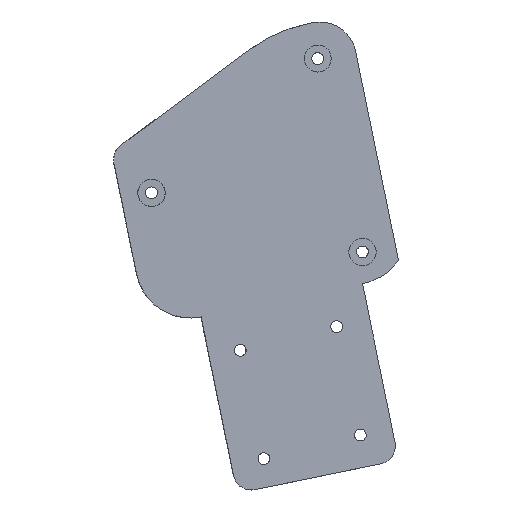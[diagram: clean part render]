
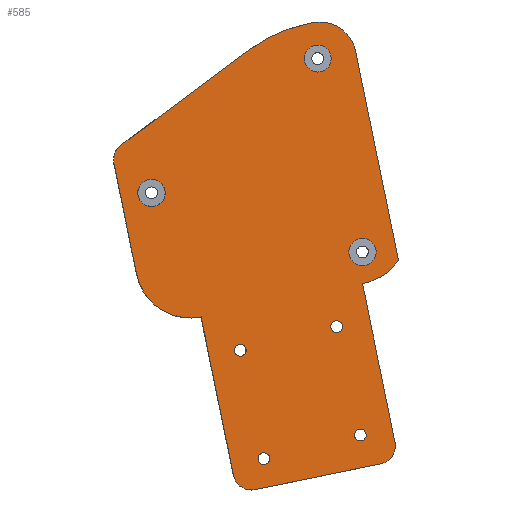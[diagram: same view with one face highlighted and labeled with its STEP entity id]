
A CAD part, left-side view. The second image highlights one B-rep face of the part: STEP entity #585.
In plain terms, the highlighted planar face has unit normal (-0.999, -0.043, 0.009).
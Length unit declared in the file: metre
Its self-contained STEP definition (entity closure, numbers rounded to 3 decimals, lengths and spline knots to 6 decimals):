
#12=LINE('',#938,#40);
#16=LINE('',#950,#44);
#20=LINE('',#962,#48);
#24=LINE('',#974,#52);
#28=LINE('',#986,#56);
#32=LINE('',#998,#60);
#36=LINE('',#1035,#64);
#40=VECTOR('',#753,1.);
#44=VECTOR('',#765,1.);
#48=VECTOR('',#777,1.);
#52=VECTOR('',#789,1.);
#56=VECTOR('',#801,1.);
#60=VECTOR('',#813,1.);
#64=VECTOR('',#855,1.);
#69=ELLIPSE('',#693,0.009534,0.009525);
#86=PLANE('',#692);
#193=ORIENTED_EDGE('',*,*,#298,.F.);
#194=ORIENTED_EDGE('',*,*,#240,.T.);
#195=ORIENTED_EDGE('',*,*,#244,.T.);
#196=ORIENTED_EDGE('',*,*,#294,.F.);
#197=ORIENTED_EDGE('',*,*,#281,.F.);
#198=ORIENTED_EDGE('',*,*,#278,.F.);
#199=ORIENTED_EDGE('',*,*,#275,.F.);
#200=ORIENTED_EDGE('',*,*,#272,.T.);
#201=ORIENTED_EDGE('',*,*,#269,.F.);
#202=ORIENTED_EDGE('',*,*,#266,.F.);
#203=ORIENTED_EDGE('',*,*,#263,.F.);
#204=ORIENTED_EDGE('',*,*,#260,.T.);
#205=ORIENTED_EDGE('',*,*,#257,.F.);
#206=ORIENTED_EDGE('',*,*,#254,.T.);
#207=ORIENTED_EDGE('',*,*,#251,.F.);
#208=ORIENTED_EDGE('',*,*,#248,.T.);
#209=ORIENTED_EDGE('',*,*,#293,.T.);
#210=ORIENTED_EDGE('',*,*,#291,.T.);
#211=ORIENTED_EDGE('',*,*,#289,.T.);
#212=ORIENTED_EDGE('',*,*,#287,.T.);
#213=ORIENTED_EDGE('',*,*,#285,.T.);
#214=ORIENTED_EDGE('',*,*,#297,.T.);
#240=EDGE_CURVE('',#312,#313,#368,.T.);
#244=EDGE_CURVE('',#316,#317,#369,.T.);
#248=EDGE_CURVE('',#320,#316,#12,.T.);
#251=EDGE_CURVE('',#320,#322,#371,.T.);
#254=EDGE_CURVE('',#324,#322,#16,.T.);
#257=EDGE_CURVE('',#324,#326,#373,.T.);
#260=EDGE_CURVE('',#328,#326,#20,.T.);
#263=EDGE_CURVE('',#328,#330,#375,.T.);
#266=EDGE_CURVE('',#330,#332,#24,.T.);
#269=EDGE_CURVE('',#332,#334,#377,.T.);
#272=EDGE_CURVE('',#336,#334,#28,.T.);
#275=EDGE_CURVE('',#336,#338,#379,.T.);
#278=EDGE_CURVE('',#338,#340,#32,.T.);
#281=EDGE_CURVE('',#340,#342,#381,.T.);
#285=EDGE_CURVE('',#345,#345,#384,.T.);
#287=EDGE_CURVE('',#347,#347,#386,.T.);
#289=EDGE_CURVE('',#349,#349,#388,.T.);
#291=EDGE_CURVE('',#351,#351,#390,.T.);
#293=EDGE_CURVE('',#353,#353,#392,.T.);
#294=EDGE_CURVE('',#342,#317,#36,.T.);
#297=EDGE_CURVE('',#355,#355,#394,.T.);
#298=EDGE_CURVE('',#312,#313,#69,.F.);
#312=VERTEX_POINT('',#921);
#313=VERTEX_POINT('',#922);
#316=VERTEX_POINT('',#930);
#317=VERTEX_POINT('',#931);
#320=VERTEX_POINT('',#939);
#322=VERTEX_POINT('',#945);
#324=VERTEX_POINT('',#951);
#326=VERTEX_POINT('',#957);
#328=VERTEX_POINT('',#963);
#330=VERTEX_POINT('',#969);
#332=VERTEX_POINT('',#975);
#334=VERTEX_POINT('',#981);
#336=VERTEX_POINT('',#987);
#338=VERTEX_POINT('',#993);
#340=VERTEX_POINT('',#999);
#342=VERTEX_POINT('',#1005);
#345=VERTEX_POINT('',#1013);
#347=VERTEX_POINT('',#1018);
#349=VERTEX_POINT('',#1023);
#351=VERTEX_POINT('',#1028);
#353=VERTEX_POINT('',#1033);
#355=VERTEX_POINT('',#1041);
#368=CIRCLE('',#641,0.009525);
#369=CIRCLE('',#646,0.0414);
#371=CIRCLE('',#650,0.0127);
#373=CIRCLE('',#654,0.0127);
#375=CIRCLE('',#658,0.0381);
#377=CIRCLE('',#662,0.0127);
#379=CIRCLE('',#666,0.1016);
#381=CIRCLE('',#670,0.0254);
#384=CIRCLE('',#674,0.004128);
#386=CIRCLE('',#677,0.004128);
#388=CIRCLE('',#680,0.004128);
#390=CIRCLE('',#683,0.009398);
#392=CIRCLE('',#686,0.009525);
#394=CIRCLE('',#690,0.004128);
#447=EDGE_LOOP('',(#193,#194));
#448=EDGE_LOOP('',(#195,#196,#197,#198,#199,#200,#201,#202,#203,#204,#205,
#206,#207,#208));
#449=EDGE_LOOP('',(#209));
#450=EDGE_LOOP('',(#210));
#451=EDGE_LOOP('',(#211));
#452=EDGE_LOOP('',(#212));
#453=EDGE_LOOP('',(#213));
#454=EDGE_LOOP('',(#214));
#515=FACE_BOUND('',#447,.T.);
#516=FACE_BOUND('',#448,.T.);
#517=FACE_BOUND('',#449,.T.);
#518=FACE_BOUND('',#450,.T.);
#519=FACE_BOUND('',#451,.T.);
#520=FACE_BOUND('',#452,.T.);
#521=FACE_BOUND('',#453,.T.);
#522=FACE_BOUND('',#454,.T.);
#585=ADVANCED_FACE('',(#515,#516,#517,#518,#519,#520,#521,#522),#86,.F.);
#641=AXIS2_PLACEMENT_3D('',#920,#735,#736);
#646=AXIS2_PLACEMENT_3D('',#929,#745,#746);
#650=AXIS2_PLACEMENT_3D('',#944,#758,#759);
#654=AXIS2_PLACEMENT_3D('',#956,#770,#771);
#658=AXIS2_PLACEMENT_3D('',#968,#782,#783);
#662=AXIS2_PLACEMENT_3D('',#980,#794,#795);
#666=AXIS2_PLACEMENT_3D('',#992,#806,#807);
#670=AXIS2_PLACEMENT_3D('',#1004,#818,#819);
#674=AXIS2_PLACEMENT_3D('',#1012,#827,#828);
#677=AXIS2_PLACEMENT_3D('',#1017,#833,#834);
#680=AXIS2_PLACEMENT_3D('',#1022,#839,#840);
#683=AXIS2_PLACEMENT_3D('',#1027,#845,#846);
#686=AXIS2_PLACEMENT_3D('',#1032,#851,#852);
#690=AXIS2_PLACEMENT_3D('',#1040,#861,#862);
#692=AXIS2_PLACEMENT_3D('',#1043,#865,#866);
#693=AXIS2_PLACEMENT_3D('',#1044,#867,#868);
#735=DIRECTION('',(0.999,0.043,-0.009));
#736=DIRECTION('',(-0.009,0.,-1.));
#745=DIRECTION('',(-0.999,-0.043,0.009));
#746=DIRECTION('',(-0.009,0.,-1.));
#753=DIRECTION('',(0.,0.201,0.98));
#758=DIRECTION('',(0.999,0.043,-0.009));
#759=DIRECTION('',(-0.009,0.,-1.));
#765=DIRECTION('',(0.044,-0.979,0.201));
#770=DIRECTION('',(0.999,0.043,-0.009));
#771=DIRECTION('',(-0.009,0.,-1.));
#777=DIRECTION('',(0.,-0.201,-0.98));
#782=DIRECTION('',(0.999,0.043,-0.009));
#783=DIRECTION('',(-0.009,0.,-1.));
#789=DIRECTION('',(0.,0.201,0.98));
#794=DIRECTION('',(0.999,0.043,-0.009));
#795=DIRECTION('',(-0.009,0.,-1.));
#801=DIRECTION('',(-0.04,0.802,-0.596));
#806=DIRECTION('',(0.999,0.043,-0.009));
#807=DIRECTION('',(-0.009,0.,-1.));
#813=DIRECTION('',(0.044,-0.979,0.201));
#818=DIRECTION('',(0.999,0.043,-0.009));
#819=DIRECTION('',(-0.009,0.,-1.));
#827=DIRECTION('',(0.999,0.043,-0.009));
#828=DIRECTION('',(-0.009,0.,-1.));
#833=DIRECTION('',(0.999,0.043,-0.009));
#834=DIRECTION('',(-0.009,0.,-1.));
#839=DIRECTION('',(0.999,0.043,-0.009));
#840=DIRECTION('',(-0.009,0.,-1.));
#845=DIRECTION('',(0.999,0.043,-0.009));
#846=DIRECTION('',(-0.009,0.,-1.));
#851=DIRECTION('',(0.999,0.043,-0.009));
#852=DIRECTION('',(-0.009,0.,-1.));
#855=DIRECTION('',(0.,-0.201,-0.98));
#861=DIRECTION('',(0.999,0.043,-0.009));
#862=DIRECTION('',(-0.009,0.,-1.));
#865=DIRECTION('',(0.999,0.043,-0.009));
#866=DIRECTION('',(-0.043,0.999,0.));
#867=DIRECTION('',(0.999,0.043,-0.009));
#868=DIRECTION('',(-0.044,0.979,-0.201));
#920=CARTESIAN_POINT('',(-0.087961,0.086879,0.552493));
#921=CARTESIAN_POINT('',(-0.08796,0.084956,0.543164));
#922=CARTESIAN_POINT('',(-0.08796,0.088782,0.561826));
#929=CARTESIAN_POINT('',(-0.082217,-0.05212,0.529562));
#930=CARTESIAN_POINT('',(-0.082217,-0.060433,0.489005));
#931=CARTESIAN_POINT('',(-0.080999,-0.085586,0.50522));
#938=CARTESIAN_POINT('',(-0.082217,-0.071771,0.433695));
#939=CARTESIAN_POINT('',(-0.082217,-0.083109,0.378384));
#944=CARTESIAN_POINT('',(-0.082771,-0.070679,0.375836));
#945=CARTESIAN_POINT('',(-0.082771,-0.073229,0.363395));
#950=CARTESIAN_POINT('',(-0.084727,-0.029324,0.354395));
#951=CARTESIAN_POINT('',(-0.086684,0.014581,0.345395));
#956=CARTESIAN_POINT('',(-0.086684,0.017131,0.357837));
#957=CARTESIAN_POINT('',(-0.087238,0.02956,0.355289));
#962=CARTESIAN_POINT('',(-0.087238,0.040898,0.410599));
#963=CARTESIAN_POINT('',(-0.087238,0.052236,0.46591));
#968=CARTESIAN_POINT('',(-0.087238,0.059887,0.503234));
#969=CARTESIAN_POINT('',(-0.0889,0.097175,0.49559));
#974=CARTESIAN_POINT('',(-0.0889,0.105109,0.534298));
#975=CARTESIAN_POINT('',(-0.0889,0.113044,0.573006));
#980=CARTESIAN_POINT('',(-0.088346,0.100614,0.575554));
#981=CARTESIAN_POINT('',(-0.08858,0.108175,0.585755));
#986=CARTESIAN_POINT('',(-0.086363,0.06319,0.619149));
#987=CARTESIAN_POINT('',(-0.084146,0.018204,0.652543));
#992=CARTESIAN_POINT('',(-0.082275,-0.042284,0.570933));
#993=CARTESIAN_POINT('',(-0.082275,-0.021882,0.670463));
#998=CARTESIAN_POINT('',(-0.082191,-0.023767,0.670849));
#999=CARTESIAN_POINT('',(-0.082107,-0.025652,0.671236));
#1004=CARTESIAN_POINT('',(-0.082107,-0.030752,0.646353));
#1005=CARTESIAN_POINT('',(-0.080999,-0.055611,0.651449));
#1012=CARTESIAN_POINT('',(-0.083205,-0.05896,0.383478));
#1013=CARTESIAN_POINT('',(-0.083241,-0.058961,0.379351));
#1017=CARTESIAN_POINT('',(-0.086273,0.02491,0.442661));
#1018=CARTESIAN_POINT('',(-0.086309,0.024909,0.438534));
#1022=CARTESIAN_POINT('',(-0.083248,-0.04245,0.459142));
#1023=CARTESIAN_POINT('',(-0.083284,-0.042451,0.455015));
#1027=CARTESIAN_POINT('',(-0.082175,-0.029174,0.646236));
#1028=CARTESIAN_POINT('',(-0.082257,-0.029175,0.636838));
#1032=CARTESIAN_POINT('',(-0.082022,-0.060429,0.511265));
#1033=CARTESIAN_POINT('',(-0.082105,-0.060431,0.50174));
#1035=CARTESIAN_POINT('',(-0.080999,-0.070598,0.578334));
#1040=CARTESIAN_POINT('',(-0.08623,0.008399,0.366997));
#1041=CARTESIAN_POINT('',(-0.086267,0.008399,0.36287));
#1043=CARTESIAN_POINT('',(-0.085223,0.013853,0.508448));
#1044=CARTESIAN_POINT('',(-0.08796,0.086859,0.552497));
